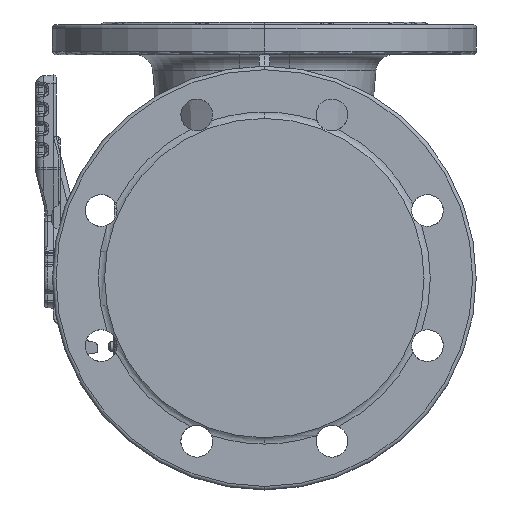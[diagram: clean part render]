
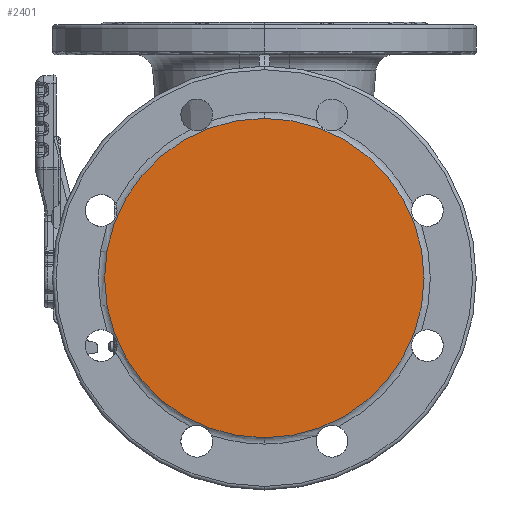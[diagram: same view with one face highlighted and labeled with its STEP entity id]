
A CAD part, left-side view. The second image highlights one B-rep face of the part: STEP entity #2401.
In plain terms, the highlighted planar face has unit normal (-1, 0, 0).
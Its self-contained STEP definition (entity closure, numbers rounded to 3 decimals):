
#2378=CARTESIAN_POINT('Axis2P3D Location',(-145.,0.,-0.259)) ;
#2383=CARTESIAN_POINT('Axis2P3D Location',(-145.,0.,-0.259)) ;
#2387=CARTESIAN_POINT('Vertex',(-145.,0.,-90.688)) ;
#2389=CARTESIAN_POINT('Vertex',(-145.,0.,90.17)) ;
#2392=CARTESIAN_POINT('Axis2P3D Location',(-145.,0.,-0.259)) ;
#2379=DIRECTION('Axis2P3D Direction',(-1.,0.,0.)) ;
#2380=DIRECTION('Axis2P3D XDirection',(0.,0.,1.)) ;
#2384=DIRECTION('Axis2P3D Direction',(-1.,0.,0.)) ;
#2393=DIRECTION('Axis2P3D Direction',(-1.,0.,0.)) ;
#2381=AXIS2_PLACEMENT_3D('Plane Axis2P3D',#2378,#2379,#2380) ;
#2385=AXIS2_PLACEMENT_3D('Circle Axis2P3D',#2383,#2384,$) ;
#2394=AXIS2_PLACEMENT_3D('Circle Axis2P3D',#2392,#2393,$) ;
#2386=CIRCLE('generated circle',#2385,90.429) ;
#2395=CIRCLE('generated circle',#2394,90.429) ;
#2382=PLANE('',#2381) ;
#2391=EDGE_CURVE('',#2388,#2390,#2386,.T.) ;
#2396=EDGE_CURVE('',#2390,#2388,#2395,.T.) ;
#2398=ORIENTED_EDGE('',*,*,#2391,.T.) ;
#2399=ORIENTED_EDGE('',*,*,#2396,.T.) ;
#2397=EDGE_LOOP('',(#2398,#2399)) ;
#2388=VERTEX_POINT('',#2387) ;
#2390=VERTEX_POINT('',#2389) ;
#2401=ADVANCED_FACE('612120',(#2400),#2382,.T.) ;
#2400=FACE_OUTER_BOUND('',#2397,.T.) ;
